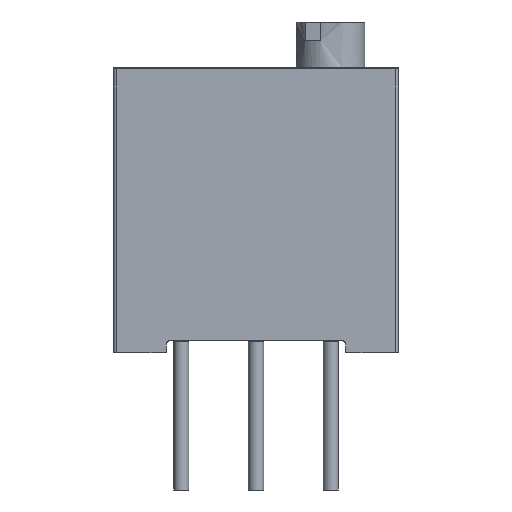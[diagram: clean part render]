
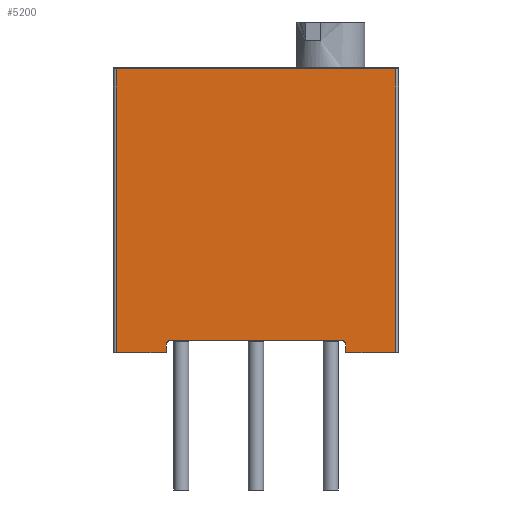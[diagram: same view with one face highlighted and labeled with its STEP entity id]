
A CAD part, front view. The second image highlights one B-rep face of the part: STEP entity #5200.
In plain terms, the highlighted planar face has unit normal (0, -1, 0).
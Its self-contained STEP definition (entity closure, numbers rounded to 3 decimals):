
#5200 = ADVANCED_FACE('',(#5201),#5215,.T.);
#5201 = FACE_BOUND('',#5202,.T.);
#5202 = EDGE_LOOP('',(#5203,#5226,#5242,#5258,#5276,#5292,#5310,#5326,
    #5342,#5358));
#5203 = ORIENTED_EDGE('',*,*,#5204,.T.);
#5204 = EDGE_CURVE('',#5205,#5207,#5209,.T.);
#5205 = VERTEX_POINT('',#5206);
#5206 = CARTESIAN_POINT('',(-4.665,-5.07,
    9.485));
#5207 = VERTEX_POINT('',#5208);
#5208 = CARTESIAN_POINT('',(-4.665,-5.07,
    0.005));
#5209 = SURFACE_CURVE('',#5210,(#5214),.PCURVE_S1.);
#5210 = LINE('',#5211,#5212);
#5211 = CARTESIAN_POINT('',(-4.665,-5.07,
    9.485));
#5212 = VECTOR('',#5213,1.);
#5213 = DIRECTION('',(0.,0.,-1.));
#5214 = PCURVE('',#5215,#5220);
#5215 = PLANE('',#5216);
#5216 = AXIS2_PLACEMENT_3D('',#5217,#5218,#5219);
#5217 = CARTESIAN_POINT('',(0.,-5.07,
    0.005));
#5218 = DIRECTION('',(0.,-1.,0.));
#5219 = DIRECTION('',(0.,0.,-1.));
#5220 = DEFINITIONAL_REPRESENTATION('',(#5221),#5225);
#5221 = LINE('',#5222,#5223);
#5222 = CARTESIAN_POINT('',(-9.48,-4.665));
#5223 = VECTOR('',#5224,1.);
#5224 = DIRECTION('',(1.,0.));
#5225 = ( GEOMETRIC_REPRESENTATION_CONTEXT(2) 
PARAMETRIC_REPRESENTATION_CONTEXT() REPRESENTATION_CONTEXT('2D SPACE',''
  ) );
#5226 = ORIENTED_EDGE('',*,*,#5227,.T.);
#5227 = EDGE_CURVE('',#5207,#5228,#5230,.T.);
#5228 = VERTEX_POINT('',#5229);
#5229 = CARTESIAN_POINT('',(-3.,-5.07,
    0.005));
#5230 = SURFACE_CURVE('',#5231,(#5235),.PCURVE_S1.);
#5231 = LINE('',#5232,#5233);
#5232 = CARTESIAN_POINT('',(-4.665,-5.07,
    0.005));
#5233 = VECTOR('',#5234,1.);
#5234 = DIRECTION('',(1.,0.,0.));
#5235 = PCURVE('',#5215,#5236);
#5236 = DEFINITIONAL_REPRESENTATION('',(#5237),#5241);
#5237 = LINE('',#5238,#5239);
#5238 = CARTESIAN_POINT('',(0.,-4.665));
#5239 = VECTOR('',#5240,1.);
#5240 = DIRECTION('',(0.,1.));
#5241 = ( GEOMETRIC_REPRESENTATION_CONTEXT(2) 
PARAMETRIC_REPRESENTATION_CONTEXT() REPRESENTATION_CONTEXT('2D SPACE',''
  ) );
#5242 = ORIENTED_EDGE('',*,*,#5243,.T.);
#5243 = EDGE_CURVE('',#5228,#5244,#5246,.T.);
#5244 = VERTEX_POINT('',#5245);
#5245 = CARTESIAN_POINT('',(-3.,-5.07,
    0.259));
#5246 = SURFACE_CURVE('',#5247,(#5251),.PCURVE_S1.);
#5247 = LINE('',#5248,#5249);
#5248 = CARTESIAN_POINT('',(-3.,-5.07,
    0.005));
#5249 = VECTOR('',#5250,1.);
#5250 = DIRECTION('',(0.,0.,1.));
#5251 = PCURVE('',#5215,#5252);
#5252 = DEFINITIONAL_REPRESENTATION('',(#5253),#5257);
#5253 = LINE('',#5254,#5255);
#5254 = CARTESIAN_POINT('',(0.,-3.));
#5255 = VECTOR('',#5256,1.);
#5256 = DIRECTION('',(-1.,0.));
#5257 = ( GEOMETRIC_REPRESENTATION_CONTEXT(2) 
PARAMETRIC_REPRESENTATION_CONTEXT() REPRESENTATION_CONTEXT('2D SPACE',''
  ) );
#5258 = ORIENTED_EDGE('',*,*,#5259,.T.);
#5259 = EDGE_CURVE('',#5244,#5260,#5262,.T.);
#5260 = VERTEX_POINT('',#5261);
#5261 = CARTESIAN_POINT('',(-2.859,-5.07,
    0.4));
#5262 = SURFACE_CURVE('',#5263,(#5268),.PCURVE_S1.);
#5263 = B_SPLINE_CURVE_WITH_KNOTS('',3,(#5264,#5265,#5266,#5267),
  .UNSPECIFIED.,.F.,.F.,(4,4),(0.,0.026),
  .PIECEWISE_BEZIER_KNOTS.);
#5264 = CARTESIAN_POINT('',(-3.,-5.07,
    0.259));
#5265 = CARTESIAN_POINT('',(-3.,-5.07,
    0.355));
#5266 = CARTESIAN_POINT('',(-2.955,-5.07,
    0.4));
#5267 = CARTESIAN_POINT('',(-2.859,-5.07,
    0.4));
#5268 = PCURVE('',#5215,#5269);
#5269 = DEFINITIONAL_REPRESENTATION('',(#5270),#5275);
#5270 = B_SPLINE_CURVE_WITH_KNOTS('',3,(#5271,#5272,#5273,#5274),
  .UNSPECIFIED.,.F.,.F.,(4,4),(0.,0.026),
  .PIECEWISE_BEZIER_KNOTS.);
#5271 = CARTESIAN_POINT('',(-0.254,-3.));
#5272 = CARTESIAN_POINT('',(-0.35,-3.));
#5273 = CARTESIAN_POINT('',(-0.395,-2.955));
#5274 = CARTESIAN_POINT('',(-0.395,-2.859));
#5275 = ( GEOMETRIC_REPRESENTATION_CONTEXT(2) 
PARAMETRIC_REPRESENTATION_CONTEXT() REPRESENTATION_CONTEXT('2D SPACE',''
  ) );
#5276 = ORIENTED_EDGE('',*,*,#5277,.T.);
#5277 = EDGE_CURVE('',#5260,#5278,#5280,.T.);
#5278 = VERTEX_POINT('',#5279);
#5279 = CARTESIAN_POINT('',(2.859,-5.07,0.4
    ));
#5280 = SURFACE_CURVE('',#5281,(#5285),.PCURVE_S1.);
#5281 = LINE('',#5282,#5283);
#5282 = CARTESIAN_POINT('',(-2.859,-5.07,
    0.4));
#5283 = VECTOR('',#5284,1.);
#5284 = DIRECTION('',(1.,0.,0.));
#5285 = PCURVE('',#5215,#5286);
#5286 = DEFINITIONAL_REPRESENTATION('',(#5287),#5291);
#5287 = LINE('',#5288,#5289);
#5288 = CARTESIAN_POINT('',(-0.395,-2.859));
#5289 = VECTOR('',#5290,1.);
#5290 = DIRECTION('',(0.,1.));
#5291 = ( GEOMETRIC_REPRESENTATION_CONTEXT(2) 
PARAMETRIC_REPRESENTATION_CONTEXT() REPRESENTATION_CONTEXT('2D SPACE',''
  ) );
#5292 = ORIENTED_EDGE('',*,*,#5293,.T.);
#5293 = EDGE_CURVE('',#5278,#5294,#5296,.T.);
#5294 = VERTEX_POINT('',#5295);
#5295 = CARTESIAN_POINT('',(3.,-5.07,
    0.259));
#5296 = SURFACE_CURVE('',#5297,(#5302),.PCURVE_S1.);
#5297 = B_SPLINE_CURVE_WITH_KNOTS('',3,(#5298,#5299,#5300,#5301),
  .UNSPECIFIED.,.F.,.F.,(4,4),(-0.026,0.),
  .PIECEWISE_BEZIER_KNOTS.);
#5298 = CARTESIAN_POINT('',(2.859,-5.07,0.4
    ));
#5299 = CARTESIAN_POINT('',(2.955,-5.07,0.4
    ));
#5300 = CARTESIAN_POINT('',(3.,-5.07,
    0.355));
#5301 = CARTESIAN_POINT('',(3.,-5.07,
    0.259));
#5302 = PCURVE('',#5215,#5303);
#5303 = DEFINITIONAL_REPRESENTATION('',(#5304),#5309);
#5304 = B_SPLINE_CURVE_WITH_KNOTS('',3,(#5305,#5306,#5307,#5308),
  .UNSPECIFIED.,.F.,.F.,(4,4),(-0.026,0.),
  .PIECEWISE_BEZIER_KNOTS.);
#5305 = CARTESIAN_POINT('',(-0.395,2.859));
#5306 = CARTESIAN_POINT('',(-0.395,2.955));
#5307 = CARTESIAN_POINT('',(-0.35,3.));
#5308 = CARTESIAN_POINT('',(-0.254,3.));
#5309 = ( GEOMETRIC_REPRESENTATION_CONTEXT(2) 
PARAMETRIC_REPRESENTATION_CONTEXT() REPRESENTATION_CONTEXT('2D SPACE',''
  ) );
#5310 = ORIENTED_EDGE('',*,*,#5311,.T.);
#5311 = EDGE_CURVE('',#5294,#5312,#5314,.T.);
#5312 = VERTEX_POINT('',#5313);
#5313 = CARTESIAN_POINT('',(3.,-5.07,
    0.005));
#5314 = SURFACE_CURVE('',#5315,(#5319),.PCURVE_S1.);
#5315 = LINE('',#5316,#5317);
#5316 = CARTESIAN_POINT('',(3.,-5.07,
    0.259));
#5317 = VECTOR('',#5318,1.);
#5318 = DIRECTION('',(0.,0.,-1.));
#5319 = PCURVE('',#5215,#5320);
#5320 = DEFINITIONAL_REPRESENTATION('',(#5321),#5325);
#5321 = LINE('',#5322,#5323);
#5322 = CARTESIAN_POINT('',(-0.254,3.));
#5323 = VECTOR('',#5324,1.);
#5324 = DIRECTION('',(1.,0.));
#5325 = ( GEOMETRIC_REPRESENTATION_CONTEXT(2) 
PARAMETRIC_REPRESENTATION_CONTEXT() REPRESENTATION_CONTEXT('2D SPACE',''
  ) );
#5326 = ORIENTED_EDGE('',*,*,#5327,.T.);
#5327 = EDGE_CURVE('',#5312,#5328,#5330,.T.);
#5328 = VERTEX_POINT('',#5329);
#5329 = CARTESIAN_POINT('',(4.665,-5.07,
    0.005));
#5330 = SURFACE_CURVE('',#5331,(#5335),.PCURVE_S1.);
#5331 = LINE('',#5332,#5333);
#5332 = CARTESIAN_POINT('',(3.,-5.07,
    0.005));
#5333 = VECTOR('',#5334,1.);
#5334 = DIRECTION('',(1.,0.,0.));
#5335 = PCURVE('',#5215,#5336);
#5336 = DEFINITIONAL_REPRESENTATION('',(#5337),#5341);
#5337 = LINE('',#5338,#5339);
#5338 = CARTESIAN_POINT('',(0.,3.));
#5339 = VECTOR('',#5340,1.);
#5340 = DIRECTION('',(0.,1.));
#5341 = ( GEOMETRIC_REPRESENTATION_CONTEXT(2) 
PARAMETRIC_REPRESENTATION_CONTEXT() REPRESENTATION_CONTEXT('2D SPACE',''
  ) );
#5342 = ORIENTED_EDGE('',*,*,#5343,.T.);
#5343 = EDGE_CURVE('',#5328,#5344,#5346,.T.);
#5344 = VERTEX_POINT('',#5345);
#5345 = CARTESIAN_POINT('',(4.665,-5.07,
    9.485));
#5346 = SURFACE_CURVE('',#5347,(#5351),.PCURVE_S1.);
#5347 = LINE('',#5348,#5349);
#5348 = CARTESIAN_POINT('',(4.665,-5.07,
    0.005));
#5349 = VECTOR('',#5350,1.);
#5350 = DIRECTION('',(0.,0.,1.));
#5351 = PCURVE('',#5215,#5352);
#5352 = DEFINITIONAL_REPRESENTATION('',(#5353),#5357);
#5353 = LINE('',#5354,#5355);
#5354 = CARTESIAN_POINT('',(0.,4.665));
#5355 = VECTOR('',#5356,1.);
#5356 = DIRECTION('',(-1.,0.));
#5357 = ( GEOMETRIC_REPRESENTATION_CONTEXT(2) 
PARAMETRIC_REPRESENTATION_CONTEXT() REPRESENTATION_CONTEXT('2D SPACE',''
  ) );
#5358 = ORIENTED_EDGE('',*,*,#5359,.T.);
#5359 = EDGE_CURVE('',#5344,#5205,#5360,.T.);
#5360 = SURFACE_CURVE('',#5361,(#5365),.PCURVE_S1.);
#5361 = LINE('',#5362,#5363);
#5362 = CARTESIAN_POINT('',(4.665,-5.07,
    9.485));
#5363 = VECTOR('',#5364,1.);
#5364 = DIRECTION('',(-1.,0.,0.));
#5365 = PCURVE('',#5215,#5366);
#5366 = DEFINITIONAL_REPRESENTATION('',(#5367),#5371);
#5367 = LINE('',#5368,#5369);
#5368 = CARTESIAN_POINT('',(-9.48,4.665));
#5369 = VECTOR('',#5370,1.);
#5370 = DIRECTION('',(0.,-1.));
#5371 = ( GEOMETRIC_REPRESENTATION_CONTEXT(2) 
PARAMETRIC_REPRESENTATION_CONTEXT() REPRESENTATION_CONTEXT('2D SPACE',''
  ) );
